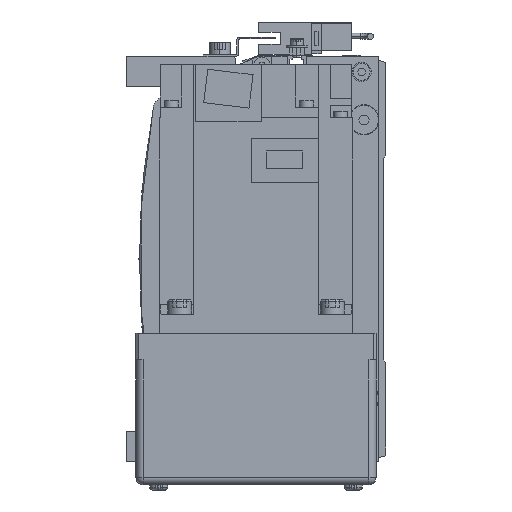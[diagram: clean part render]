
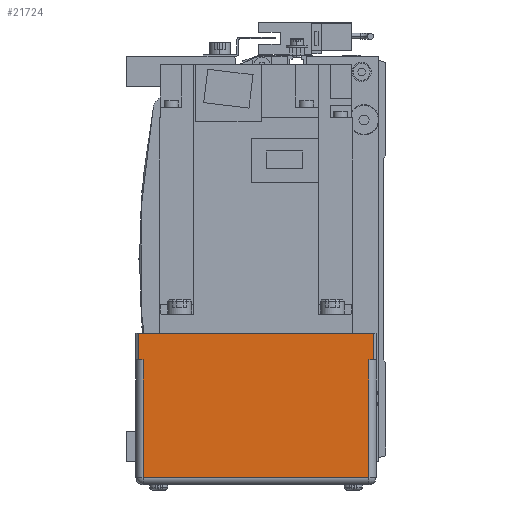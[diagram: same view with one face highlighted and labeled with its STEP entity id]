
A CAD part, left-side view. The second image highlights one B-rep face of the part: STEP entity #21724.
In plain terms, the highlighted planar face has unit normal (-1, 0, 0).
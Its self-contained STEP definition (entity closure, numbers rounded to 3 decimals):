
#78 = CARTESIAN_POINT ( 'NONE',  ( -189.5, 103., -42. ) ) ;
#174 = CARTESIAN_POINT ( 'NONE',  ( -189.5, 5., -31. ) ) ;
#1580 = VERTEX_POINT ( 'NONE', #5184 ) ;
#2104 = VERTEX_POINT ( 'NONE', #17301 ) ;
#3263 = PLANE ( 'NONE',  #36243 ) ;
#3622 = CARTESIAN_POINT ( 'NONE',  ( -189.5, 7., -94. ) ) ;
#3665 = VERTEX_POINT ( 'NONE', #13417 ) ;
#4256 = CARTESIAN_POINT ( 'NONE',  ( -189.5, 5., -42. ) ) ;
#4502 = DIRECTION ( 'NONE',  ( 0., 0., 1. ) ) ;
#4865 = VERTEX_POINT ( 'NONE', #78 ) ;
#5184 = CARTESIAN_POINT ( 'NONE',  ( -189.5, 7., -91. ) ) ;
#5962 = ORIENTED_EDGE ( 'NONE', *, *, #38071, .F. ) ;
#5973 = CARTESIAN_POINT ( 'NONE',  ( -189.5, 103., -31. ) ) ;
#6264 = LINE ( 'NONE', #15576, #32571 ) ;
#6267 = DIRECTION ( 'NONE',  ( 0., -1., 0. ) ) ;
#7376 = CARTESIAN_POINT ( 'NONE',  ( -189.5, 103., -42. ) ) ;
#7649 = CARTESIAN_POINT ( 'NONE',  ( -189.5, 103., -42. ) ) ;
#7997 = VECTOR ( 'NONE', #27789, 1000. ) ;
#10953 = VERTEX_POINT ( 'NONE', #174 ) ;
#11259 = EDGE_LOOP ( 'NONE', ( #5962, #28120, #40321, #23692, #12820, #25525, #38698, #11309 ) ) ;
#11309 = ORIENTED_EDGE ( 'NONE', *, *, #28698, .T. ) ;
#12554 = VERTEX_POINT ( 'NONE', #41857 ) ;
#12820 = ORIENTED_EDGE ( 'NONE', *, *, #27852, .T. ) ;
#13417 = CARTESIAN_POINT ( 'NONE',  ( -189.5, 101., -42. ) ) ;
#14683 = VECTOR ( 'NONE', #36010, 1000. ) ;
#15576 = CARTESIAN_POINT ( 'NONE',  ( -189.5, 103., -42. ) ) ;
#15644 = VECTOR ( 'NONE', #36226, 1000. ) ;
#16294 = EDGE_CURVE ( 'NONE', #39182, #10953, #41125, .T. ) ;
#17301 = CARTESIAN_POINT ( 'NONE',  ( -189.5, 101., -91. ) ) ;
#17861 = LINE ( 'NONE', #28203, #7997 ) ;
#21724 = ADVANCED_FACE ( 'NONE', ( #32264 ), #3263, .T. ) ;
#21855 = VECTOR ( 'NONE', #22270, 1000. ) ;
#22270 = DIRECTION ( 'NONE',  ( 0., -1., 0. ) ) ;
#23309 = LINE ( 'NONE', #3622, #15644 ) ;
#23692 = ORIENTED_EDGE ( 'NONE', *, *, #29316, .T. ) ;
#23716 = LINE ( 'NONE', #4256, #14683 ) ;
#25525 = ORIENTED_EDGE ( 'NONE', *, *, #16294, .F. ) ;
#25733 = DIRECTION ( 'NONE',  ( 0., 0., 1. ) ) ;
#26305 = VECTOR ( 'NONE', #39562, 1000. ) ;
#27789 = DIRECTION ( 'NONE',  ( 0., -1., 0. ) ) ;
#27852 = EDGE_CURVE ( 'NONE', #12554, #10953, #23716, .T. ) ;
#28120 = ORIENTED_EDGE ( 'NONE', *, *, #30760, .T. ) ;
#28203 = CARTESIAN_POINT ( 'NONE',  ( -189.5, 103., -42. ) ) ;
#28343 = CARTESIAN_POINT ( 'NONE',  ( -189.5, 101., -94. ) ) ;
#28698 = EDGE_CURVE ( 'NONE', #4865, #3665, #17861, .T. ) ;
#28714 = LINE ( 'NONE', #41622, #29789 ) ;
#29316 = EDGE_CURVE ( 'NONE', #33034, #12554, #36598, .T. ) ;
#29789 = VECTOR ( 'NONE', #6267, 1000. ) ;
#30760 = EDGE_CURVE ( 'NONE', #2104, #1580, #28714, .T. ) ;
#32264 = FACE_OUTER_BOUND ( 'NONE', #11259, .T. ) ;
#32571 = VECTOR ( 'NONE', #25733, 1000. ) ;
#33034 = VERTEX_POINT ( 'NONE', #37730 ) ;
#33037 = CARTESIAN_POINT ( 'NONE',  ( -189.5, 103., -31. ) ) ;
#34293 = LINE ( 'NONE', #28343, #41267 ) ;
#35676 = EDGE_CURVE ( 'NONE', #4865, #39182, #6264, .T. ) ;
#36010 = DIRECTION ( 'NONE',  ( 0., 0., 1. ) ) ;
#36226 = DIRECTION ( 'NONE',  ( 0., 0., 1. ) ) ;
#36243 = AXIS2_PLACEMENT_3D ( 'NONE', #7649, #36880, #4502 ) ;
#36598 = LINE ( 'NONE', #7376, #26305 ) ;
#36880 = DIRECTION ( 'NONE',  ( -1., 0., 0. ) ) ;
#37730 = CARTESIAN_POINT ( 'NONE',  ( -189.5, 7., -42. ) ) ;
#38071 = EDGE_CURVE ( 'NONE', #2104, #3665, #34293, .T. ) ;
#38698 = ORIENTED_EDGE ( 'NONE', *, *, #35676, .F. ) ;
#39052 = EDGE_CURVE ( 'NONE', #1580, #33034, #23309, .T. ) ;
#39182 = VERTEX_POINT ( 'NONE', #33037 ) ;
#39562 = DIRECTION ( 'NONE',  ( 0., -1., 0. ) ) ;
#40321 = ORIENTED_EDGE ( 'NONE', *, *, #39052, .T. ) ;
#40427 = DIRECTION ( 'NONE',  ( 0., 0., 1. ) ) ;
#41125 = LINE ( 'NONE', #5973, #21855 ) ;
#41267 = VECTOR ( 'NONE', #40427, 1000. ) ;
#41622 = CARTESIAN_POINT ( 'NONE',  ( -189.5, 7., -91. ) ) ;
#41857 = CARTESIAN_POINT ( 'NONE',  ( -189.5, 5., -42. ) ) ;
